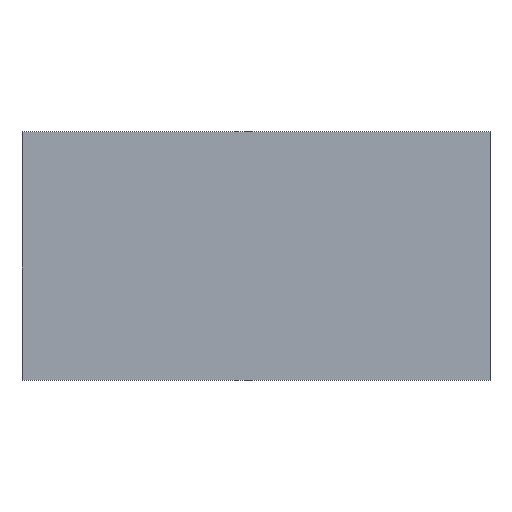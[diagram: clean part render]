
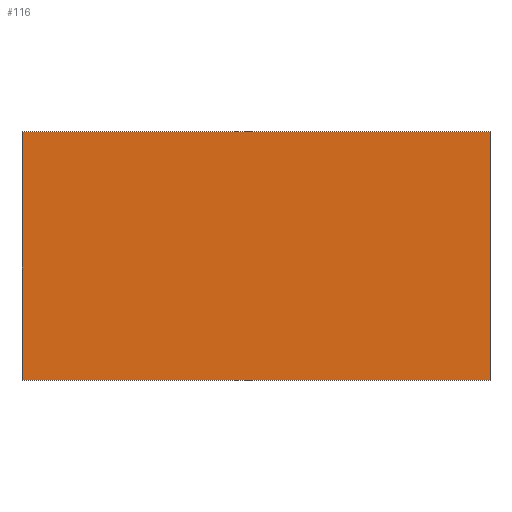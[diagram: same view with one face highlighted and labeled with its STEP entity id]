
A CAD part, top view. The second image highlights one B-rep face of the part: STEP entity #116.
In plain terms, the highlighted planar face has unit normal (0, 0, 1).
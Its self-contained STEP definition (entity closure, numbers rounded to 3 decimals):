
#9 = ORIENTED_EDGE ( 'NONE', *, *, #88, .T. ) ;
#14 = DIRECTION ( 'NONE',  ( -1., 0., 0. ) ) ;
#21 = VERTEX_POINT ( 'NONE', #76 ) ;
#23 = VERTEX_POINT ( 'NONE', #39 ) ;
#30 = DIRECTION ( 'NONE',  ( 1., 0., 0. ) ) ;
#35 = ORIENTED_EDGE ( 'NONE', *, *, #185, .T. ) ;
#37 = VERTEX_POINT ( 'NONE', #54 ) ;
#39 = CARTESIAN_POINT ( 'NONE',  ( 32.8, 0., 1. ) ) ;
#42 = DIRECTION ( 'NONE',  ( 0., -1., 0. ) ) ;
#45 = DIRECTION ( 'NONE',  ( 0., 0., -1. ) ) ;
#49 = ORIENTED_EDGE ( 'NONE', *, *, #152, .T. ) ;
#54 = CARTESIAN_POINT ( 'NONE',  ( 0., 17.4, 1. ) ) ;
#59 = ORIENTED_EDGE ( 'NONE', *, *, #149, .T. ) ;
#66 = FACE_OUTER_BOUND ( 'NONE', #89, .T. ) ;
#70 = VECTOR ( 'NONE', #30, 1000. ) ;
#76 = CARTESIAN_POINT ( 'NONE',  ( 32.8, 17.4, 1. ) ) ;
#78 = VECTOR ( 'NONE', #83, 1000. ) ;
#83 = DIRECTION ( 'NONE',  ( -1., 0., 0. ) ) ;
#87 = AXIS2_PLACEMENT_3D ( 'NONE', #138, #45, #14 ) ;
#88 = EDGE_CURVE ( 'NONE', #37, #92, #110, .T. ) ;
#89 = EDGE_LOOP ( 'NONE', ( #9, #49, #35, #59 ) ) ;
#92 = VERTEX_POINT ( 'NONE', #157 ) ;
#97 = LINE ( 'NONE', #154, #78 ) ;
#98 = CARTESIAN_POINT ( 'NONE',  ( 0., 0., 1. ) ) ;
#102 = DIRECTION ( 'NONE',  ( 0., 1., 0. ) ) ;
#107 = LINE ( 'NONE', #183, #70 ) ;
#110 = LINE ( 'NONE', #98, #139 ) ;
#116 = ADVANCED_FACE ( 'NONE', ( #66 ), #170, .F. ) ;
#138 = CARTESIAN_POINT ( 'NONE',  ( 0., 0., 1. ) ) ;
#139 = VECTOR ( 'NONE', #42, 1000. ) ;
#149 = EDGE_CURVE ( 'NONE', #21, #37, #97, .T. ) ;
#152 = EDGE_CURVE ( 'NONE', #92, #23, #107, .T. ) ;
#154 = CARTESIAN_POINT ( 'NONE',  ( 0., 17.4, 1. ) ) ;
#157 = CARTESIAN_POINT ( 'NONE',  ( 0., 0., 1. ) ) ;
#170 = PLANE ( 'NONE',  #87 ) ;
#173 = CARTESIAN_POINT ( 'NONE',  ( 32.8, 0., 1. ) ) ;
#176 = LINE ( 'NONE', #173, #178 ) ;
#178 = VECTOR ( 'NONE', #102, 1000. ) ;
#183 = CARTESIAN_POINT ( 'NONE',  ( 0., 0., 1. ) ) ;
#185 = EDGE_CURVE ( 'NONE', #23, #21, #176, .T. ) ;
